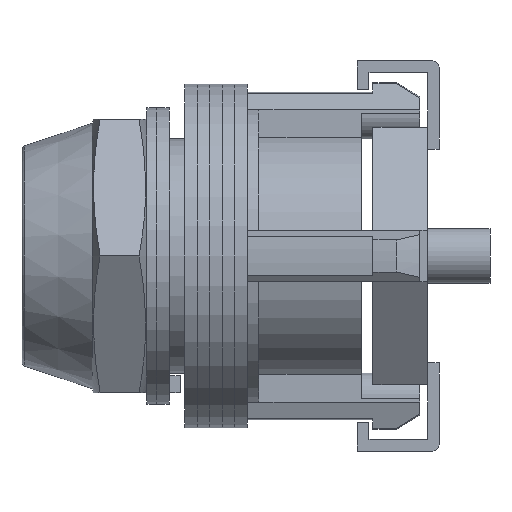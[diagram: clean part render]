
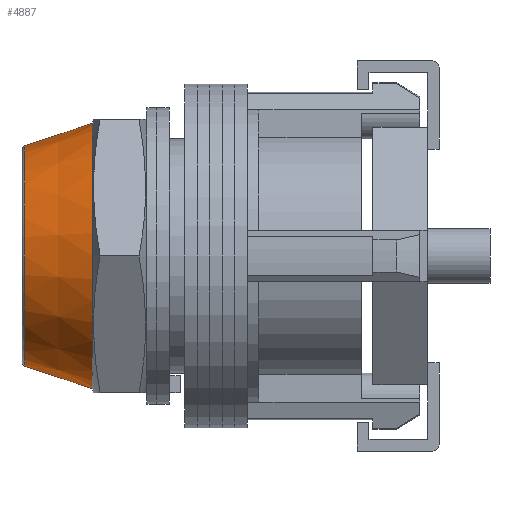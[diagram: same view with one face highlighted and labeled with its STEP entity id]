
A CAD part, left-side view. The second image highlights one B-rep face of the part: STEP entity #4887.
In plain terms, the highlighted conical face has half-angle 18.435 degrees and reference radius 17 mm.
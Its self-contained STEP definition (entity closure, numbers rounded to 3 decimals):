
#214 = LINE ( 'NONE', #970, #5956 ) ;
#228 = CARTESIAN_POINT ( 'NONE',  ( 0., 28.508, 14.114 ) ) ;
#300 = ORIENTED_EDGE ( 'NONE', *, *, #5693, .F. ) ;
#485 = EDGE_CURVE ( 'NONE', #3436, #616, #6526, .T. ) ;
#616 = VERTEX_POINT ( 'NONE', #3125 ) ;
#970 = CARTESIAN_POINT ( 'NONE',  ( 0., 19.85, 17. ) ) ;
#1003 = DIRECTION ( 'NONE',  ( 0., -0.949, -0.316 ) ) ;
#1079 = DIRECTION ( 'NONE',  ( 0., 0., 1. ) ) ;
#1111 = FACE_OUTER_BOUND ( 'NONE', #3891, .T. ) ;
#1422 = CARTESIAN_POINT ( 'NONE',  ( 0., 19.85, 17. ) ) ;
#1553 = VECTOR ( 'NONE', #1003, 1000. ) ;
#1811 = EDGE_CURVE ( 'NONE', #3436, #5529, #214, .T. ) ;
#2054 = AXIS2_PLACEMENT_3D ( 'NONE', #3093, #3687, #4655 ) ;
#2989 = EDGE_CURVE ( 'NONE', #616, #4204, #6549, .T. ) ;
#3093 = CARTESIAN_POINT ( 'NONE',  ( 0., 19.85, 0. ) ) ;
#3125 = CARTESIAN_POINT ( 'NONE',  ( 0., 28.508, -14.114 ) ) ;
#3245 = AXIS2_PLACEMENT_3D ( 'NONE', #6723, #4069, #6182 ) ;
#3436 = VERTEX_POINT ( 'NONE', #228 ) ;
#3522 = CONICAL_SURFACE ( 'NONE', #3245, 17., 0.322 ) ;
#3640 = CARTESIAN_POINT ( 'NONE',  ( 0., 19.85, -17. ) ) ;
#3687 = DIRECTION ( 'NONE',  ( 0., -1., 0. ) ) ;
#3891 = EDGE_LOOP ( 'NONE', ( #5276, #4720, #6285, #300 ) ) ;
#4069 = DIRECTION ( 'NONE',  ( 0., -1., 0. ) ) ;
#4204 = VERTEX_POINT ( 'NONE', #5375 ) ;
#4655 = DIRECTION ( 'NONE',  ( 0., 0., -1. ) ) ;
#4720 = ORIENTED_EDGE ( 'NONE', *, *, #485, .T. ) ;
#4887 = ADVANCED_FACE ( 'NONE', ( #1111 ), #3522, .T. ) ;
#5175 = CIRCLE ( 'NONE', #2054, 17. ) ;
#5268 = DIRECTION ( 'NONE',  ( 0., -0.949, 0.316 ) ) ;
#5276 = ORIENTED_EDGE ( 'NONE', *, *, #1811, .F. ) ;
#5375 = CARTESIAN_POINT ( 'NONE',  ( 0., 19.85, -17. ) ) ;
#5529 = VERTEX_POINT ( 'NONE', #1422 ) ;
#5693 = EDGE_CURVE ( 'NONE', #5529, #4204, #5175, .T. ) ;
#5807 = DIRECTION ( 'NONE',  ( 0., -1., 0. ) ) ;
#5956 = VECTOR ( 'NONE', #5268, 1000. ) ;
#6182 = DIRECTION ( 'NONE',  ( 0., 0., -1. ) ) ;
#6254 = AXIS2_PLACEMENT_3D ( 'NONE', #6915, #5807, #1079 ) ;
#6285 = ORIENTED_EDGE ( 'NONE', *, *, #2989, .T. ) ;
#6526 = CIRCLE ( 'NONE', #6254, 14.114 ) ;
#6549 = LINE ( 'NONE', #3640, #1553 ) ;
#6723 = CARTESIAN_POINT ( 'NONE',  ( 0., 19.85, 0. ) ) ;
#6915 = CARTESIAN_POINT ( 'NONE',  ( 0., 28.508, 0. ) ) ;
